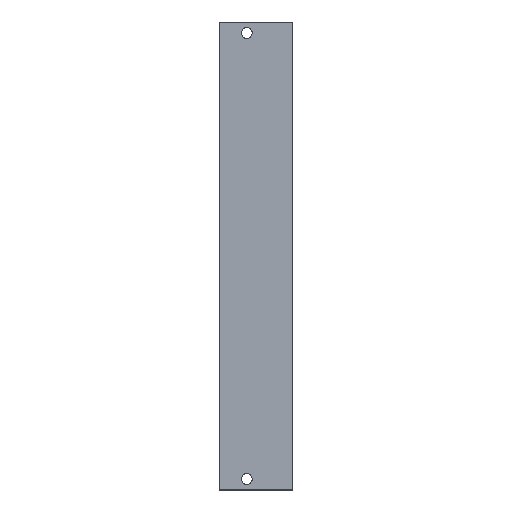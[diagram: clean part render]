
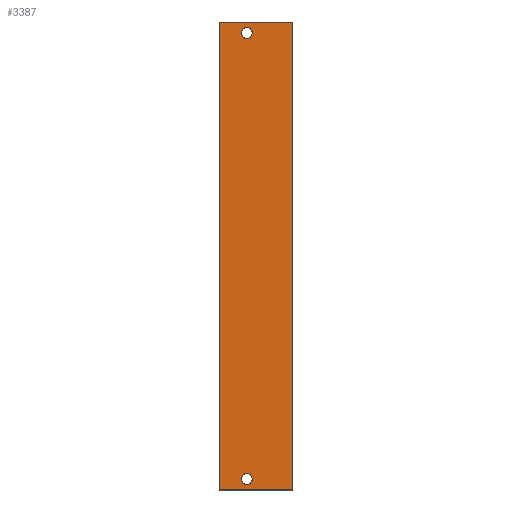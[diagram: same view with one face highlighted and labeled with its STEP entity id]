
A CAD part, top view. The second image highlights one B-rep face of the part: STEP entity #3387.
In plain terms, the highlighted planar face has unit normal (0, 0, 1).
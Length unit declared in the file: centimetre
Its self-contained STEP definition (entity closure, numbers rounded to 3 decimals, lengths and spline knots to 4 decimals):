
#3113=CARTESIAN_POINT('',(-1.004,-6.425,0.15));
#3114=VERTEX_POINT('',#3113);
#3121=CARTESIAN_POINT('',(-1.004,6.425,0.15));
#3122=VERTEX_POINT('',#3121);
#3123=CARTESIAN_POINT('',(-1.004,-12338.575,0.15));
#3124=DIRECTION('',(0.,1.,0.));
#3125=VECTOR('',#3124,24690.);
#3126=LINE('',#3123,#3125);
#3127=EDGE_CURVE('',#3114,#3122,#3126,.T.);
#3232=CARTESIAN_POINT('',(1.004,6.425,0.15));
#3233=VERTEX_POINT('',#3232);
#3234=CARTESIAN_POINT('',(-12343.996,6.425,0.15));
#3235=DIRECTION('',(1.,0.,-0.));
#3236=VECTOR('',#3235,24690.);
#3237=LINE('',#3234,#3236);
#3238=EDGE_CURVE('',#3122,#3233,#3237,.T.);
#3260=CARTESIAN_POINT('',(1.004,-6.425,0.15));
#3261=VERTEX_POINT('',#3260);
#3262=CARTESIAN_POINT('',(1.004,12338.575,0.15));
#3263=DIRECTION('',(0.,-1.,0.));
#3264=VECTOR('',#3263,24690.);
#3265=LINE('',#3262,#3264);
#3266=EDGE_CURVE('',#3233,#3261,#3265,.T.);
#3286=CARTESIAN_POINT('',(12343.996,-6.425,0.15));
#3287=DIRECTION('',(-1.,0.,-0.));
#3288=VECTOR('',#3287,24690.);
#3289=LINE('',#3286,#3288);
#3290=EDGE_CURVE('',#3261,#3114,#3289,.T.);
#3303=CARTESIAN_POINT('',(-0.404,6.125,0.15));
#3304=VERTEX_POINT('',#3303);
#3311=CARTESIAN_POINT('',(-0.104,6.125,0.15));
#3312=VERTEX_POINT('',#3311);
#3313=CARTESIAN_POINT('',(-0.254,6.125,0.15));
#3314=DIRECTION('',(0.,0.,1.));
#3315=DIRECTION('',(1.,0.,-0.));
#3316=AXIS2_PLACEMENT_3D('',#3313,#3314,#3315);
#3317=CIRCLE('',#3316,0.15);
#3318=EDGE_CURVE('',#3304,#3312,#3317,.T.);
#3320=CARTESIAN_POINT('',(-0.254,6.125,0.15));
#3321=DIRECTION('',(0.,0.,1.));
#3322=DIRECTION('',(1.,0.,-0.));
#3323=AXIS2_PLACEMENT_3D('',#3320,#3321,#3322);
#3324=CIRCLE('',#3323,0.15);
#3325=EDGE_CURVE('',#3312,#3304,#3324,.T.);
#3338=CARTESIAN_POINT('',(-0.404,-6.125,0.15));
#3339=VERTEX_POINT('',#3338);
#3346=CARTESIAN_POINT('',(-0.104,-6.125,0.15));
#3347=VERTEX_POINT('',#3346);
#3348=CARTESIAN_POINT('',(-0.254,-6.125,0.15));
#3349=DIRECTION('',(0.,0.,1.));
#3350=DIRECTION('',(1.,0.,-0.));
#3351=AXIS2_PLACEMENT_3D('',#3348,#3349,#3350);
#3352=CIRCLE('',#3351,0.15);
#3353=EDGE_CURVE('',#3339,#3347,#3352,.T.);
#3355=CARTESIAN_POINT('',(-0.254,-6.125,0.15));
#3356=DIRECTION('',(0.,0.,1.));
#3357=DIRECTION('',(1.,0.,-0.));
#3358=AXIS2_PLACEMENT_3D('',#3355,#3356,#3357);
#3359=CIRCLE('',#3358,0.15);
#3360=EDGE_CURVE('',#3347,#3339,#3359,.T.);
#3368=CARTESIAN_POINT('',(0.,0.,0.15));
#3369=DIRECTION('',(0.,0.,1.));
#3370=DIRECTION('',(1.,0.,0.));
#3371=AXIS2_PLACEMENT_3D('',#3368,#3369,#3370);
#3372=PLANE('',#3371);
#3373=ORIENTED_EDGE('',*,*,#3353,.F.);
#3374=ORIENTED_EDGE('',*,*,#3360,.F.);
#3375=EDGE_LOOP('',(#3373,#3374));
#3376=FACE_BOUND('',#3375,.T.);
#3377=ORIENTED_EDGE('',*,*,#3318,.F.);
#3378=ORIENTED_EDGE('',*,*,#3325,.F.);
#3379=EDGE_LOOP('',(#3377,#3378));
#3380=FACE_BOUND('',#3379,.T.);
#3381=ORIENTED_EDGE('',*,*,#3238,.F.);
#3382=ORIENTED_EDGE('',*,*,#3127,.F.);
#3383=ORIENTED_EDGE('',*,*,#3290,.F.);
#3384=ORIENTED_EDGE('',*,*,#3266,.F.);
#3385=EDGE_LOOP('',(#3381,#3382,#3383,#3384));
#3386=FACE_BOUND('',#3385,.T.);
#3387=ADVANCED_FACE('',(#3376,#3380,#3386),#3372,.T.);
